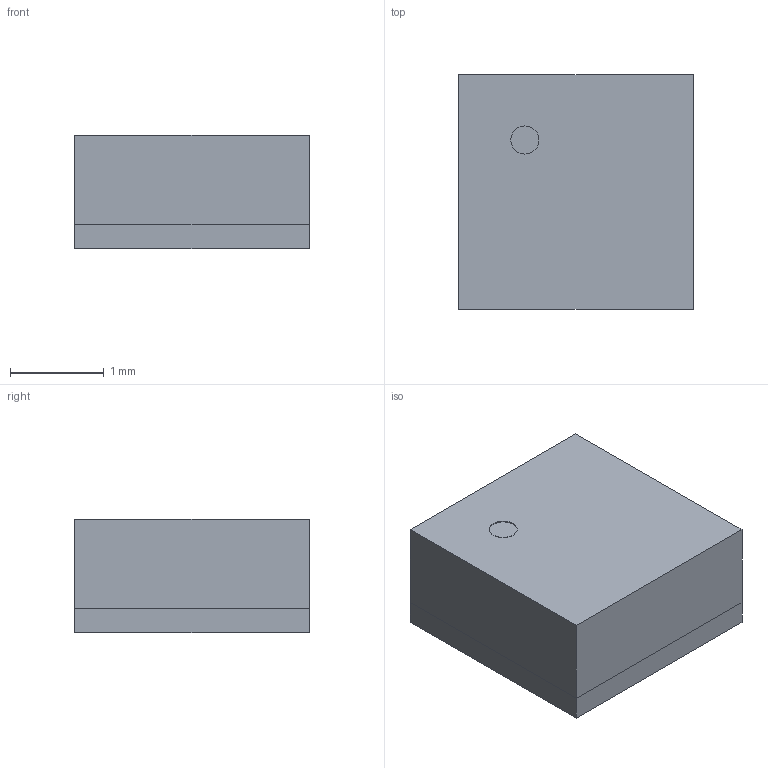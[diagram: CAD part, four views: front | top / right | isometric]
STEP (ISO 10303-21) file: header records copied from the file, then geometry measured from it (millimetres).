
FILE_DESCRIPTION (( 'STEP AP214' ), '1' );
FILE_NAME ('MPM3834CGPA.STEP', '2023-03-01T01:18:27', ( '' ), ( '' ), 'SwSTEP 2.0', 'SolidWorks 2017', '' );
FILE_SCHEMA (( 'AUTOMOTIVE_DESIGN' ));
Length unit declared in the file: millimetre
Products named in the file (1): MPM3834CGPA
Bounding box: 2.5 x 2.5 x 1.21 mm (x, y, z)
Volume: 7.5 mm3; surface area: 37.5 mm2
Topology: 2 solids, 2 shells, 113 faces, 282 edges, 188 vertices
Faces by surface type: plane 83, cylinder 30
Entity records: 4620 total; most frequent: CARTESIAN_POINT 584, DIRECTION 570, ORIENTED_EDGE 564, EDGE_CURVE 282, VECTOR 222, LINE 222, VERTEX_POINT 188, AXIS2_PLACEMENT_3D 174
